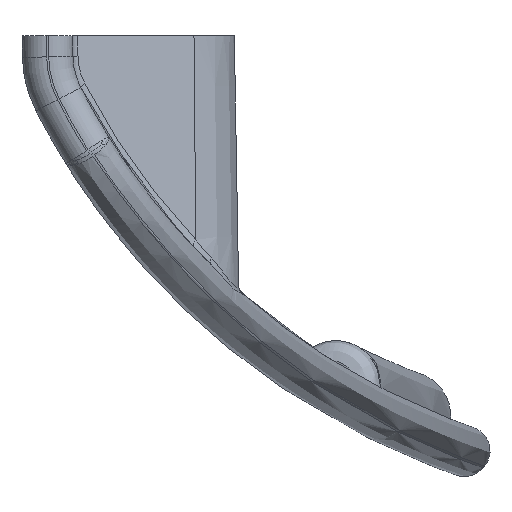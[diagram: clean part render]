
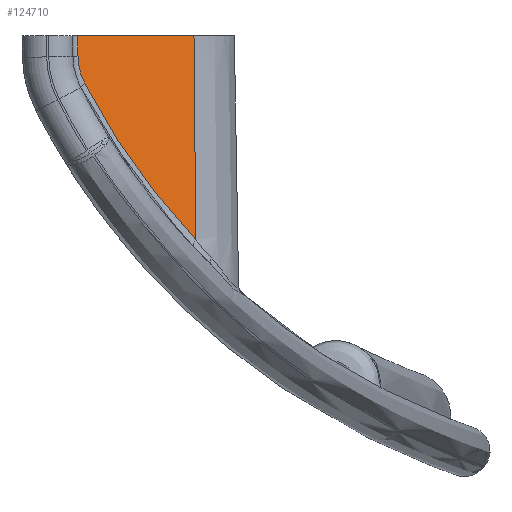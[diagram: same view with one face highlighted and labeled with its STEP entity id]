
A CAD part, left-side view. The second image highlights one B-rep face of the part: STEP entity #124710.
In plain terms, the highlighted face is planar.
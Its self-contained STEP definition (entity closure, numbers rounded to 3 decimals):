
#115200=CARTESIAN_POINT('',(0.,2.653,
206.383));
#115210=VERTEX_POINT('',#115200);
#115260=CARTESIAN_POINT('',(-0.009,2.653,
206.383));
#115270=DIRECTION('',(1.,-0.017,
0.01));
#115280=VECTOR('',#115270,1.);
#115290=LINE('',#115260,#115280);
#115300=CARTESIAN_POINT('',(-1.034,2.671,
206.373));
#115310=VERTEX_POINT('',#115300);
#115320=EDGE_CURVE('',#115310,#115210,#115290,.T.);
#116540=CARTESIAN_POINT('',(-2.357,3.004,
206.538));
#116550=VERTEX_POINT('',#116540);
#116880=CARTESIAN_POINT('',(-1.034,2.671,
206.373));
#116890=CARTESIAN_POINT('',(-1.05,2.671,
206.372));
#116900=CARTESIAN_POINT('',(-1.065,2.672,
206.372));
#116910=CARTESIAN_POINT('',(-1.087,2.672,
206.372));
#116920=CARTESIAN_POINT('',(-1.093,2.673,
206.372));
#116930=CARTESIAN_POINT('',(-1.155,2.675,
206.372));
#116940=CARTESIAN_POINT('',(-1.209,2.679,
206.373));
#116950=CARTESIAN_POINT('',(-1.319,2.689,
206.377));
#116960=CARTESIAN_POINT('',(-1.373,2.696,
206.38));
#116970=CARTESIAN_POINT('',(-1.482,2.712,
206.387));
#116980=CARTESIAN_POINT('',(-1.536,2.722,
206.392));
#116990=CARTESIAN_POINT('',(-1.643,2.744,
206.402));
#117000=CARTESIAN_POINT('',(-1.696,2.756,
206.409));
#117010=CARTESIAN_POINT('',(-1.801,2.784,
206.422));
#117020=CARTESIAN_POINT('',(-1.853,2.799,
206.43));
#117030=CARTESIAN_POINT('',(-1.956,2.833,
206.447));
#117040=CARTESIAN_POINT('',(-2.007,2.851,
206.457));
#117050=CARTESIAN_POINT('',(-2.107,2.889,
206.477));
#117060=CARTESIAN_POINT('',(-2.157,2.91,
206.488));
#117070=CARTESIAN_POINT('',(-2.242,2.948,
206.508));
#117080=CARTESIAN_POINT('',(-2.279,2.965,
206.517));
#117090=CARTESIAN_POINT('',(-2.329,2.99,
206.531));
#117100=CARTESIAN_POINT('',(-2.343,2.997,
206.534));
#117110=CARTESIAN_POINT('',(-2.357,3.004,
206.538));
#117120=B_SPLINE_CURVE_WITH_KNOTS('',3,(#116880,#116890,#116900,#116910,
#116920,#116930,#116940,#116950,#116960,#116970,#116980,#116990,#117000,
#117010,#117020,#117030,#117040,#117050,#117060,#117070,#117080,#117090,
#117100,#117110),.UNSPECIFIED.,.F.,.F.,(4,2,2,2,2,2,2,2,2,2,2,4),(0.,
0.05,0.071,0.249,0.428,
0.606,0.785,0.962,1.139,
1.316,1.45,1.502),.UNSPECIFIED.);
#117130=EDGE_CURVE('',#115310,#116550,#117120,.T.);
#117980=CARTESIAN_POINT('',(-10.103,8.491,
209.55));
#117990=VERTEX_POINT('',#117980);
#118240=CARTESIAN_POINT('',(-2.357,3.004,
206.538));
#118250=CARTESIAN_POINT('',(-2.372,3.012,
206.543));
#118260=CARTESIAN_POINT('',(-2.387,3.02,
206.547));
#118270=CARTESIAN_POINT('',(-2.616,3.139,
206.611));
#118280=CARTESIAN_POINT('',(-2.83,3.252,
206.672));
#118290=CARTESIAN_POINT('',(-3.451,3.591,
206.855));
#118300=CARTESIAN_POINT('',(-3.856,3.822,
206.98));
#118310=CARTESIAN_POINT('',(-5.051,4.539,
207.37));
#118320=CARTESIAN_POINT('',(-5.823,5.046,
207.647));
#118330=CARTESIAN_POINT('',(-7.111,5.968,
208.154));
#118340=CARTESIAN_POINT('',(-7.638,6.37,
208.375));
#118350=CARTESIAN_POINT('',(-8.663,7.199,
208.833));
#118360=CARTESIAN_POINT('',(-9.161,7.627,
209.07));
#118370=CARTESIAN_POINT('',(-9.787,8.195,
209.386));
#118380=CARTESIAN_POINT('',(-9.927,8.325,
209.458));
#118390=CARTESIAN_POINT('',(-10.078,8.467,
209.537));
#118400=CARTESIAN_POINT('',(-10.09,8.479,
209.543));
#118410=CARTESIAN_POINT('',(-10.103,8.491,
209.55));
#118420=B_SPLINE_CURVE_WITH_KNOTS('',3,(#118240,#118250,#118260,#118270,
#118280,#118290,#118300,#118310,#118320,#118330,#118340,#118350,#118360,
#118370,#118380,#118390,#118400,#118410),.UNSPECIFIED.,.F.,.F.,(4,2,2,2,
2,2,2,2,4),(0.,0.052,0.804,2.261,
5.175,7.283,9.39,10.006,
10.062),.UNSPECIFIED.);
#118430=EDGE_CURVE('',#116550,#117990,#118420,.T.);
#124470=CARTESIAN_POINT('',(0.,0.,204.851));
#124480=DIRECTION('',(0.017,0.5,
-0.866));
#124490=DIRECTION('',(0.,-0.866,
-0.5));
#124500=AXIS2_PLACEMENT_3D('',#124470,#124480,#124490);
#124510=PLANE('',#124500);
#124520=ORIENTED_EDGE('',*,*,#115320,.F.);
#124530=CARTESIAN_POINT('',(0.,0.,204.851));
#124540=DIRECTION('',(0.,0.866,
0.5));
#124550=VECTOR('',#124540,1.);
#124560=LINE('',#124530,#124550);
#124570=CARTESIAN_POINT('',(0.,8.403,
209.703));
#124580=VERTEX_POINT('',#124570);
#124590=EDGE_CURVE('',#115210,#124580,#124560,.T.);
#124600=ORIENTED_EDGE('',*,*,#124590,.F.);
#124610=CARTESIAN_POINT('',(0.,8.403,
209.703));
#124620=DIRECTION('',(1.,-0.009,
0.015));
#124630=VECTOR('',#124620,1.);
#124640=LINE('',#124610,#124630);
#124650=EDGE_CURVE('',#117990,#124580,#124640,.T.);
#124660=ORIENTED_EDGE('',*,*,#124650,.T.);
#124670=ORIENTED_EDGE('',*,*,#118430,.T.);
#124680=ORIENTED_EDGE('',*,*,#117130,.T.);
#124690=EDGE_LOOP('',(#124680,#124670,#124660,#124600,#124520));
#124700=FACE_OUTER_BOUND('',#124690,.T.);
#124710=ADVANCED_FACE('',(#124700),#124510,.T.);
